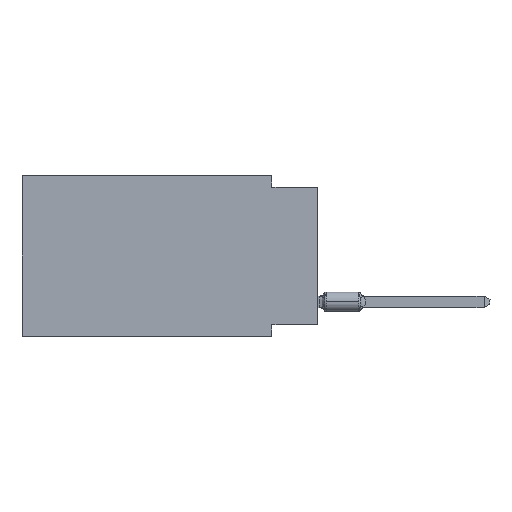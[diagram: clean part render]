
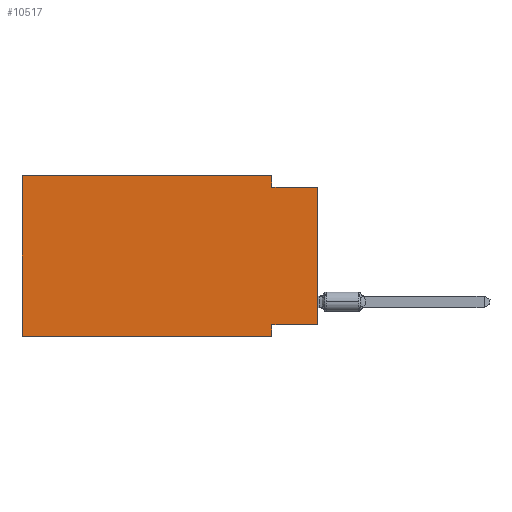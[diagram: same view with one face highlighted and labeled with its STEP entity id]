
A CAD part, left-side view. The second image highlights one B-rep face of the part: STEP entity #10517.
In plain terms, the highlighted planar face has unit normal (-1, 0, 0).
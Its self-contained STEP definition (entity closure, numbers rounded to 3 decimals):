
#1 = VERTEX_POINT ( 'NONE', #1772 ) ;
#107 = VERTEX_POINT ( 'NONE', #11992 ) ;
#126 = CARTESIAN_POINT ( 'NONE',  ( 0., 2.54, -8.255 ) ) ;
#449 = CARTESIAN_POINT ( 'NONE',  ( 0., 16.383, 0. ) ) ;
#1200 = EDGE_CURVE ( 'NONE', #8297, #12995, #1565, .T. ) ;
#1565 = LINE ( 'NONE', #20490, #5303 ) ;
#1772 = CARTESIAN_POINT ( 'NONE',  ( 0., 2.54, -8.89 ) ) ;
#1989 = VERTEX_POINT ( 'NONE', #11970 ) ;
#2370 = VECTOR ( 'NONE', #19263, 1000. ) ;
#2950 = ORIENTED_EDGE ( 'NONE', *, *, #10022, .T. ) ;
#3148 = VECTOR ( 'NONE', #18190, 1000. ) ;
#3265 = EDGE_CURVE ( 'NONE', #12471, #1989, #5440, .T. ) ;
#3558 = VERTEX_POINT ( 'NONE', #4832 ) ;
#3932 = ORIENTED_EDGE ( 'NONE', *, *, #6453, .F. ) ;
#4576 = ORIENTED_EDGE ( 'NONE', *, *, #3265, .T. ) ;
#4618 = ORIENTED_EDGE ( 'NONE', *, *, #17440, .F. ) ;
#4832 = CARTESIAN_POINT ( 'NONE',  ( 0., 16.383, 0. ) ) ;
#4892 = CARTESIAN_POINT ( 'NONE',  ( 0., 2.54, -8.89 ) ) ;
#5251 = VERTEX_POINT ( 'NONE', #126 ) ;
#5303 = VECTOR ( 'NONE', #22297, 1000. ) ;
#5440 = LINE ( 'NONE', #15975, #2370 ) ;
#5834 = AXIS2_PLACEMENT_3D ( 'NONE', #11680, #15180, #6587 ) ;
#6453 = EDGE_CURVE ( 'NONE', #3558, #8297, #7092, .T. ) ;
#6587 = DIRECTION ( 'NONE',  ( 0., 0., -1. ) ) ;
#7092 = LINE ( 'NONE', #9018, #11973 ) ;
#7279 = EDGE_CURVE ( 'NONE', #12471, #5251, #13105, .T. ) ;
#8297 = VERTEX_POINT ( 'NONE', #20931 ) ;
#8406 = DIRECTION ( 'NONE',  ( 0., 0., -1. ) ) ;
#9018 = CARTESIAN_POINT ( 'NONE',  ( 0., 16.383, 0. ) ) ;
#9147 = EDGE_CURVE ( 'NONE', #107, #3558, #15976, .T. ) ;
#9498 = VECTOR ( 'NONE', #11531, 1000. ) ;
#9601 = CARTESIAN_POINT ( 'NONE',  ( 0., 16.383, -8.89 ) ) ;
#10016 = VECTOR ( 'NONE', #14484, 1000. ) ;
#10022 = EDGE_CURVE ( 'NONE', #107, #1, #12759, .T. ) ;
#10384 = DIRECTION ( 'NONE',  ( 0., -1., 0. ) ) ;
#10517 = ADVANCED_FACE ( 'NONE', ( #16993 ), #15072, .F. ) ;
#10755 = ORIENTED_EDGE ( 'NONE', *, *, #7279, .F. ) ;
#11531 = DIRECTION ( 'NONE',  ( 0., 1., 0. ) ) ;
#11680 = CARTESIAN_POINT ( 'NONE',  ( 0., 16.383, 0. ) ) ;
#11904 = CARTESIAN_POINT ( 'NONE',  ( 0., 2.54, -0.635 ) ) ;
#11970 = CARTESIAN_POINT ( 'NONE',  ( 0., 0., -0.635 ) ) ;
#11973 = VECTOR ( 'NONE', #10384, 1000. ) ;
#11992 = CARTESIAN_POINT ( 'NONE',  ( 0., 16.383, -8.89 ) ) ;
#12421 = ORIENTED_EDGE ( 'NONE', *, *, #1200, .F. ) ;
#12471 = VERTEX_POINT ( 'NONE', #16477 ) ;
#12596 = DIRECTION ( 'NONE',  ( 0., 0., 1. ) ) ;
#12759 = LINE ( 'NONE', #9601, #3148 ) ;
#12995 = VERTEX_POINT ( 'NONE', #11904 ) ;
#13105 = LINE ( 'NONE', #20017, #9498 ) ;
#14408 = EDGE_CURVE ( 'NONE', #12995, #1989, #22206, .T. ) ;
#14484 = DIRECTION ( 'NONE',  ( 0., -1., 0. ) ) ;
#15072 = PLANE ( 'NONE',  #5834 ) ;
#15180 = DIRECTION ( 'NONE',  ( 1., 0., 0. ) ) ;
#15975 = CARTESIAN_POINT ( 'NONE',  ( 0., 0., 0. ) ) ;
#15976 = LINE ( 'NONE', #449, #22222 ) ;
#15996 = VECTOR ( 'NONE', #8406, 1000. ) ;
#16457 = ORIENTED_EDGE ( 'NONE', *, *, #9147, .F. ) ;
#16477 = CARTESIAN_POINT ( 'NONE',  ( 0., 0., -8.255 ) ) ;
#16993 = FACE_OUTER_BOUND ( 'NONE', #19780, .T. ) ;
#17440 = EDGE_CURVE ( 'NONE', #5251, #1, #20403, .T. ) ;
#18190 = DIRECTION ( 'NONE',  ( 0., -1., 0. ) ) ;
#19263 = DIRECTION ( 'NONE',  ( 0., 0., 1. ) ) ;
#19780 = EDGE_LOOP ( 'NONE', ( #4576, #21712, #12421, #3932, #16457, #2950, #4618, #10755 ) ) ;
#20017 = CARTESIAN_POINT ( 'NONE',  ( 0., 0., -8.255 ) ) ;
#20403 = LINE ( 'NONE', #4892, #15996 ) ;
#20490 = CARTESIAN_POINT ( 'NONE',  ( 0., 2.54, 0. ) ) ;
#20931 = CARTESIAN_POINT ( 'NONE',  ( 0., 2.54, 0. ) ) ;
#21168 = CARTESIAN_POINT ( 'NONE',  ( 0., 0., -0.635 ) ) ;
#21712 = ORIENTED_EDGE ( 'NONE', *, *, #14408, .F. ) ;
#22206 = LINE ( 'NONE', #21168, #10016 ) ;
#22222 = VECTOR ( 'NONE', #12596, 1000. ) ;
#22297 = DIRECTION ( 'NONE',  ( 0., 0., -1. ) ) ;
